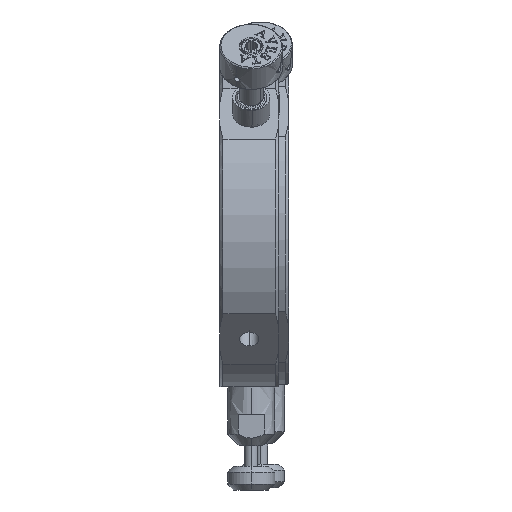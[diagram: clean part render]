
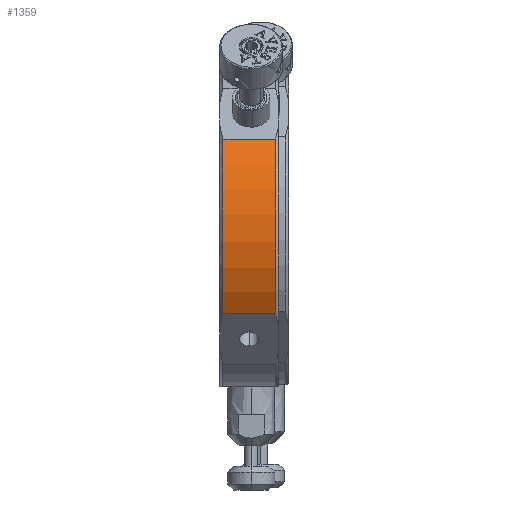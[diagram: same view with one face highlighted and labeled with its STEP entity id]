
A CAD part, left-side view. The second image highlights one B-rep face of the part: STEP entity #1359.
In plain terms, the highlighted free-form (B-spline) face has degree [2, 1] with [9, 2] control points.
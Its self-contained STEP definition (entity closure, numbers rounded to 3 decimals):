
#1359=ADVANCED_FACE('',(#2513),#19130,.T.);
#2513=FACE_OUTER_BOUND('',#3759,.T.);
#3759=EDGE_LOOP('',(#7652,#7653,#7654,#7655));
#7652=ORIENTED_EDGE('',*,*,#12022,.F.);
#7653=ORIENTED_EDGE('',*,*,#12023,.T.);
#7654=ORIENTED_EDGE('',*,*,#12024,.T.);
#7655=ORIENTED_EDGE('',*,*,#12025,.T.);
#12022=EDGE_CURVE('',#17490,#17489,#15983,.T.);
#12023=EDGE_CURVE('',#17490,#17491,#15984,.T.);
#12024=EDGE_CURVE('',#17491,#17492,#15985,.T.);
#12025=EDGE_CURVE('',#17492,#17489,#15986,.T.);
#15983=(
BOUNDED_CURVE()
B_SPLINE_CURVE(2,(#31780,#31781,#31782,#31783,#31784),.UNSPECIFIED.,.F.,
 .F.)
B_SPLINE_CURVE_WITH_KNOTS((3,2,3),(0.,23.465,46.93),
 .UNSPECIFIED.)
CURVE()
GEOMETRIC_REPRESENTATION_ITEM()
RATIONAL_B_SPLINE_CURVE((1.,0.96,1.,0.96,1.))
REPRESENTATION_ITEM('')
);
#15984=(
BOUNDED_CURVE()
B_SPLINE_CURVE(1,(#31785,#31786),.UNSPECIFIED.,.F.,.F.)
B_SPLINE_CURVE_WITH_KNOTS((2,2),(0.,13.4),.UNSPECIFIED.)
CURVE()
GEOMETRIC_REPRESENTATION_ITEM()
RATIONAL_B_SPLINE_CURVE((1.,1.))
REPRESENTATION_ITEM('')
);
#15985=(
BOUNDED_CURVE()
B_SPLINE_CURVE(2,(#31787,#31788,#31789,#31790,#31791),.UNSPECIFIED.,.F.,
 .F.)
B_SPLINE_CURVE_WITH_KNOTS((3,2,3),(-46.93,-23.465,
0.),.UNSPECIFIED.)
CURVE()
GEOMETRIC_REPRESENTATION_ITEM()
RATIONAL_B_SPLINE_CURVE((1.,0.96,1.,0.96,1.))
REPRESENTATION_ITEM('')
);
#15986=(
BOUNDED_CURVE()
B_SPLINE_CURVE(1,(#31792,#31793),.UNSPECIFIED.,.F.,.F.)
B_SPLINE_CURVE_WITH_KNOTS((2,2),(-13.4,0.),.UNSPECIFIED.)
CURVE()
GEOMETRIC_REPRESENTATION_ITEM()
RATIONAL_B_SPLINE_CURVE((1.,1.))
REPRESENTATION_ITEM('')
);
#17489=VERTEX_POINT('',#31539);
#17490=VERTEX_POINT('',#31540);
#17491=VERTEX_POINT('',#31541);
#17492=VERTEX_POINT('',#31542);
#19130=(
BOUNDED_SURFACE()
B_SPLINE_SURFACE(2,1,((#31176,#31177),(#31178,#31179),(#31180,#31181),(#31182,
#31183),(#31184,#31185),(#31186,#31187),(#31188,#31189),(#31190,#31191),
(#31192,#31193)),.UNSPECIFIED.,.T.,.F.,.F.)
B_SPLINE_SURFACE_WITH_KNOTS((3,2,2,2,3),(2,2),(0.,65.188,130.376,
195.564,260.752),(0.,16.32),.UNSPECIFIED.)
GEOMETRIC_REPRESENTATION_ITEM()
RATIONAL_B_SPLINE_SURFACE(((1.,1.),(0.707,0.707),
(1.,1.),(0.707,0.707),(1.,1.),(0.707,
0.707),(1.,1.),(0.707,0.707),(1.,1.)))
REPRESENTATION_ITEM('')
SURFACE()
);
#31176=CARTESIAN_POINT('',(-36.85,-7.634,67.459));
#31177=CARTESIAN_POINT('',(-36.86,8.686,67.459));
#31178=CARTESIAN_POINT('',(-36.85,-7.634,25.959));
#31179=CARTESIAN_POINT('',(-36.86,8.686,25.959));
#31180=CARTESIAN_POINT('',(-78.35,-7.66,25.959));
#31181=CARTESIAN_POINT('',(-78.36,8.66,25.959));
#31182=CARTESIAN_POINT('',(-119.85,-7.686,25.959));
#31183=CARTESIAN_POINT('',(-119.86,8.634,25.959));
#31184=CARTESIAN_POINT('',(-119.85,-7.686,67.459));
#31185=CARTESIAN_POINT('',(-119.86,8.634,67.459));
#31186=CARTESIAN_POINT('',(-119.85,-7.686,108.959));
#31187=CARTESIAN_POINT('',(-119.86,8.634,108.959));
#31188=CARTESIAN_POINT('',(-78.35,-7.66,108.959));
#31189=CARTESIAN_POINT('',(-78.36,8.66,108.959));
#31190=CARTESIAN_POINT('',(-36.85,-7.634,108.959));
#31191=CARTESIAN_POINT('',(-36.86,8.686,108.959));
#31192=CARTESIAN_POINT('',(-36.85,-7.634,67.459));
#31193=CARTESIAN_POINT('',(-36.86,8.686,67.459));
#31539=CARTESIAN_POINT('',(-113.392,-6.222,45.225));
#31540=CARTESIAN_POINT('',(-113.392,-6.222,89.694));
#31541=CARTESIAN_POINT('',(-113.4,7.178,89.694));
#31542=CARTESIAN_POINT('',(-113.4,7.178,45.225));
#31780=CARTESIAN_POINT('',(-113.392,-6.222,89.694));
#31781=CARTESIAN_POINT('',(-119.851,-6.226,79.515));
#31782=CARTESIAN_POINT('',(-119.851,-6.226,67.459));
#31783=CARTESIAN_POINT('',(-119.851,-6.226,55.404));
#31784=CARTESIAN_POINT('',(-113.392,-6.222,45.225));
#31785=CARTESIAN_POINT('',(-113.392,-6.222,89.694));
#31786=CARTESIAN_POINT('',(-113.4,7.178,89.694));
#31787=CARTESIAN_POINT('',(-113.4,7.178,89.694));
#31788=CARTESIAN_POINT('',(-119.859,7.174,79.515));
#31789=CARTESIAN_POINT('',(-119.859,7.174,67.459));
#31790=CARTESIAN_POINT('',(-119.859,7.174,55.404));
#31791=CARTESIAN_POINT('',(-113.4,7.178,45.225));
#31792=CARTESIAN_POINT('',(-113.4,7.178,45.225));
#31793=CARTESIAN_POINT('',(-113.392,-6.222,45.225));
